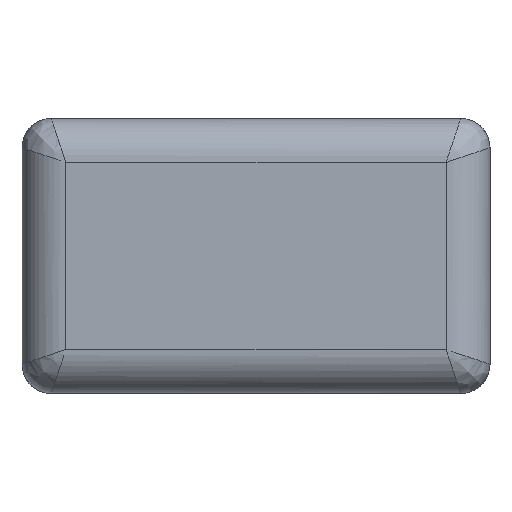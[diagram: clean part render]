
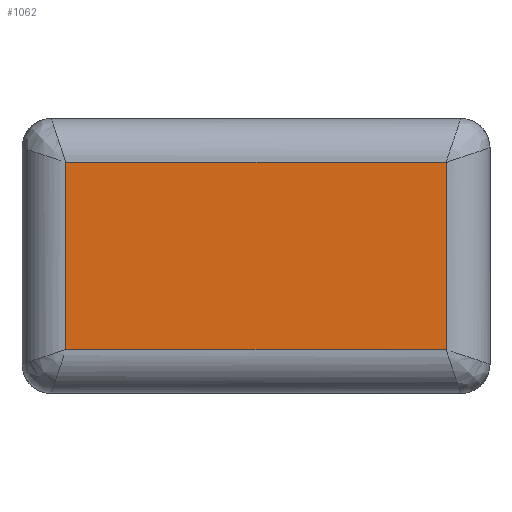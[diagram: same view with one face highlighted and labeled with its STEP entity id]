
A CAD part, left-side view. The second image highlights one B-rep face of the part: STEP entity #1062.
In plain terms, the highlighted planar face has unit normal (-1, 0, 0).
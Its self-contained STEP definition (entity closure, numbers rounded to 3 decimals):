
#21 = CARTESIAN_POINT ( 'NONE',  ( -1.6, -0.65, 0.79 ) ) ;
#40 = DIRECTION ( 'NONE',  ( 0., 1., 0. ) ) ;
#83 = CARTESIAN_POINT ( 'NONE',  ( -1.6, 0.8, 0.94 ) ) ;
#252 = EDGE_LOOP ( 'NONE', ( #1386, #1781, #1461, #976 ) ) ;
#326 = VECTOR ( 'NONE', #1940, 1000. ) ;
#553 = CARTESIAN_POINT ( 'NONE',  ( -1.6, 0.8, 0.15 ) ) ;
#657 = VECTOR ( 'NONE', #40, 1000. ) ;
#729 = EDGE_CURVE ( 'NONE', #1530, #1982, #1767, .T. ) ;
#789 = EDGE_CURVE ( 'NONE', #1982, #1288, #1177, .T. ) ;
#891 = FACE_OUTER_BOUND ( 'NONE', #252, .T. ) ;
#975 = AXIS2_PLACEMENT_3D ( 'NONE', #83, #1525, #1205 ) ;
#976 = ORIENTED_EDGE ( 'NONE', *, *, #2023, .F. ) ;
#1062 = ADVANCED_FACE ( 'NONE', ( #891 ), #1686, .F. ) ;
#1172 = CARTESIAN_POINT ( 'NONE',  ( -1.6, 0.65, 0.15 ) ) ;
#1177 = LINE ( 'NONE', #553, #657 ) ;
#1178 = CARTESIAN_POINT ( 'NONE',  ( -1.6, 0., 0.79 ) ) ;
#1184 = VECTOR ( 'NONE', #1405, 1000. ) ;
#1205 = DIRECTION ( 'NONE',  ( 0., 1., 0. ) ) ;
#1288 = VERTEX_POINT ( 'NONE', #1172 ) ;
#1386 = ORIENTED_EDGE ( 'NONE', *, *, #1886, .F. ) ;
#1405 = DIRECTION ( 'NONE',  ( 0., 0., 1. ) ) ;
#1416 = LINE ( 'NONE', #1758, #1184 ) ;
#1461 = ORIENTED_EDGE ( 'NONE', *, *, #729, .F. ) ;
#1525 = DIRECTION ( 'NONE',  ( 1., 0., 0. ) ) ;
#1530 = VERTEX_POINT ( 'NONE', #21 ) ;
#1613 = VECTOR ( 'NONE', #1813, 1000. ) ;
#1655 = CARTESIAN_POINT ( 'NONE',  ( -1.6, -0.65, 0.15 ) ) ;
#1686 = PLANE ( 'NONE',  #975 ) ;
#1758 = CARTESIAN_POINT ( 'NONE',  ( -1.6, 0.65, 0.94 ) ) ;
#1767 = LINE ( 'NONE', #1797, #326 ) ;
#1776 = VERTEX_POINT ( 'NONE', #1910 ) ;
#1781 = ORIENTED_EDGE ( 'NONE', *, *, #789, .F. ) ;
#1797 = CARTESIAN_POINT ( 'NONE',  ( -1.6, -0.65, 0.94 ) ) ;
#1813 = DIRECTION ( 'NONE',  ( 0., -1., 0. ) ) ;
#1886 = EDGE_CURVE ( 'NONE', #1288, #1776, #1416, .T. ) ;
#1910 = CARTESIAN_POINT ( 'NONE',  ( -1.6, 0.65, 0.79 ) ) ;
#1940 = DIRECTION ( 'NONE',  ( 0., 0., -1. ) ) ;
#1968 = LINE ( 'NONE', #1178, #1613 ) ;
#1982 = VERTEX_POINT ( 'NONE', #1655 ) ;
#2023 = EDGE_CURVE ( 'NONE', #1776, #1530, #1968, .T. ) ;
